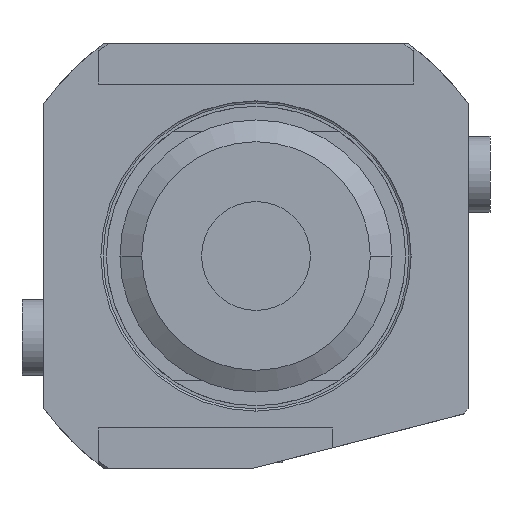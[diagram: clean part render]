
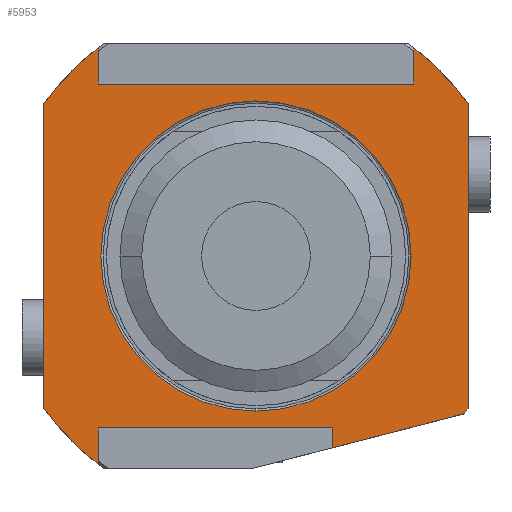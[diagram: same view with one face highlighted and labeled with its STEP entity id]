
A CAD part, left-side view. The second image highlights one B-rep face of the part: STEP entity #5953.
In plain terms, the highlighted planar face has unit normal (-1, 0, 0).
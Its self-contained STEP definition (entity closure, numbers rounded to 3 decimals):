
#1269=DIRECTION('',(0.,0.968,-0.25));
#1270=VECTOR('',#1269,25.068);
#1271=CARTESIAN_POINT('',(-78.8,-38.269,-28.974));
#1272=LINE('',#1271,#1270);
#1273=DIRECTION('',(0.,0.,-1.));
#1274=VECTOR('',#1273,3.15);
#1275=CARTESIAN_POINT('',(-78.8,-14.,-32.1));
#1276=LINE('',#1275,#1274);
#1277=DIRECTION('',(0.,-1.,0.));
#1278=VECTOR('',#1277,43.);
#1279=CARTESIAN_POINT('',(-78.8,29.,-32.1));
#1280=LINE('',#1279,#1278);
#1281=CARTESIAN_POINT('',(-78.8,0.,0.));
#1282=DIRECTION('',(1.,0.,0.));
#1283=DIRECTION('',(0.,0.604,-0.797));
#1284=AXIS2_PLACEMENT_3D('',#1281,#1282,#1283);
#1286=DIRECTION('',(0.,0.,1.));
#1287=VECTOR('',#1286,55.964);
#1288=CARTESIAN_POINT('',(-78.8,39.,-27.982));
#1289=LINE('',#1288,#1287);
#1290=CARTESIAN_POINT('',(-78.8,0.,0.));
#1291=DIRECTION('',(1.,0.,0.));
#1292=DIRECTION('',(0.,0.813,0.583));
#1293=AXIS2_PLACEMENT_3D('',#1290,#1291,#1292);
#1295=DIRECTION('',(0.,-1.,0.));
#1296=VECTOR('',#1295,58.);
#1297=CARTESIAN_POINT('',(-78.8,29.,32.1));
#1298=LINE('',#1297,#1296);
#1299=CARTESIAN_POINT('',(-78.8,0.,0.));
#1300=DIRECTION('',(1.,0.,0.));
#1301=DIRECTION('',(0.,-0.604,0.797));
#1302=AXIS2_PLACEMENT_3D('',#1299,#1300,#1301);
#1304=DIRECTION('',(0.,0.,-1.));
#1305=VECTOR('',#1304,55.964);
#1306=CARTESIAN_POINT('',(-78.8,-39.,27.982));
#1307=LINE('',#1306,#1305);
#1308=CARTESIAN_POINT('',(-78.8,0.,0.));
#1309=DIRECTION('',(1.,0.,0.));
#1310=DIRECTION('',(0.,-0.813,-0.583));
#1311=AXIS2_PLACEMENT_3D('',#1308,#1309,#1310);
#1639=DIRECTION('',(0.,0.,-1.));
#1640=VECTOR('',#1639,6.149);
#1641=CARTESIAN_POINT('',(-78.8,-29.,38.249));
#1642=LINE('',#1641,#1640);
#1697=DIRECTION('',(0.,0.,1.));
#1698=VECTOR('',#1697,6.149);
#1699=CARTESIAN_POINT('',(-78.8,29.,32.1));
#1700=LINE('',#1699,#1698);
#1821=DIRECTION('',(0.,0.,1.));
#1822=VECTOR('',#1821,6.149);
#1823=CARTESIAN_POINT('',(-78.8,29.,-38.249));
#1824=LINE('',#1823,#1822);
#1936=CARTESIAN_POINT('',(-78.8,0.,0.));
#1937=DIRECTION('',(-1.,0.,0.));
#1938=DIRECTION('',(0.,0.,-1.));
#1939=AXIS2_PLACEMENT_3D('',#1936,#1937,#1938);
#1960=CARTESIAN_POINT('',(-78.8,0.,0.));
#1961=DIRECTION('',(-1.,0.,0.));
#1962=DIRECTION('',(0.,0.,1.));
#1963=AXIS2_PLACEMENT_3D('',#1960,#1961,#1962);
#4277=CARTESIAN_POINT('',(-78.8,0.,-28.5));
#4278=CARTESIAN_POINT('',(-78.8,0.,28.5));
#4279=VERTEX_POINT('',#4277);
#4280=VERTEX_POINT('',#4278);
#4299=CARTESIAN_POINT('',(-78.8,29.,38.249));
#4300=VERTEX_POINT('',#4299);
#4301=CARTESIAN_POINT('',(-78.8,29.,-38.249));
#4302=VERTEX_POINT('',#4301);
#4303=CARTESIAN_POINT('',(-78.8,-29.,38.249));
#4304=VERTEX_POINT('',#4303);
#4306=CARTESIAN_POINT('',(-78.8,39.,27.982));
#4308=VERTEX_POINT('',#4306);
#4310=CARTESIAN_POINT('',(-78.8,39.,-27.982));
#4312=VERTEX_POINT('',#4310);
#4314=CARTESIAN_POINT('',(-78.8,-39.,-27.982));
#4316=VERTEX_POINT('',#4314);
#4318=CARTESIAN_POINT('',(-78.8,-39.,27.982));
#4320=VERTEX_POINT('',#4318);
#4345=CARTESIAN_POINT('',(-78.8,29.,32.1));
#4346=CARTESIAN_POINT('',(-78.8,-29.,32.1));
#4347=VERTEX_POINT('',#4345);
#4348=VERTEX_POINT('',#4346);
#4359=CARTESIAN_POINT('',(-78.8,29.,-32.1));
#4360=VERTEX_POINT('',#4359);
#4361=CARTESIAN_POINT('',(-78.8,-38.269,-28.974));
#4362=VERTEX_POINT('',#4361);
#4375=CARTESIAN_POINT('',(-78.8,-14.,-35.25));
#4376=VERTEX_POINT('',#4375);
#4377=CARTESIAN_POINT('',(-78.8,-14.,-32.1));
#4378=VERTEX_POINT('',#4377);
#5915=CARTESIAN_POINT('',(-78.8,57.617,31.6));
#5916=DIRECTION('',(1.,0.,0.));
#5917=DIRECTION('',(0.,0.,-1.));
#5918=AXIS2_PLACEMENT_3D('',#5915,#5916,#5917);
#5919=PLANE('',#5918);
#5921=ORIENTED_EDGE('',*,*,#5920,.T.);
#5923=ORIENTED_EDGE('',*,*,#5922,.F.);
#5925=ORIENTED_EDGE('',*,*,#5924,.F.);
#5927=ORIENTED_EDGE('',*,*,#5926,.F.);
#5929=ORIENTED_EDGE('',*,*,#5928,.T.);
#5931=ORIENTED_EDGE('',*,*,#5930,.T.);
#5933=ORIENTED_EDGE('',*,*,#5932,.T.);
#5935=ORIENTED_EDGE('',*,*,#5934,.F.);
#5937=ORIENTED_EDGE('',*,*,#5936,.T.);
#5939=ORIENTED_EDGE('',*,*,#5938,.F.);
#5941=ORIENTED_EDGE('',*,*,#5940,.T.);
#5942=ORIENTED_EDGE('',*,*,#5885,.T.);
#5944=ORIENTED_EDGE('',*,*,#5943,.T.);
#5945=EDGE_LOOP('',(#5921,#5923,#5925,#5927,#5929,#5931,#5933,#5935,#5937,#5939,
#5941,#5942,#5944));
#5946=FACE_OUTER_BOUND('',#5945,.F.);
#5948=ORIENTED_EDGE('',*,*,#5947,.T.);
#5950=ORIENTED_EDGE('',*,*,#5949,.T.);
#5951=EDGE_LOOP('',(#5948,#5950));
#5952=FACE_BOUND('',#5951,.F.);
#5953=ADVANCED_FACE('',(#5946,#5952),#5919,.F.);
#1285=CIRCLE('',#1284,48.);
#1294=CIRCLE('',#1293,48.);
#1303=CIRCLE('',#1302,48.);
#1312=CIRCLE('',#1311,48.);
#1940=CIRCLE('',#1939,28.5);
#1964=CIRCLE('',#1963,28.5);
#5885=EDGE_CURVE('',#4320,#4316,#1307,.T.);
#5920=EDGE_CURVE('',#4362,#4376,#1272,.T.);
#5922=EDGE_CURVE('',#4378,#4376,#1276,.T.);
#5924=EDGE_CURVE('',#4360,#4378,#1280,.T.);
#5926=EDGE_CURVE('',#4302,#4360,#1824,.T.);
#5928=EDGE_CURVE('',#4302,#4312,#1285,.T.);
#5930=EDGE_CURVE('',#4312,#4308,#1289,.T.);
#5932=EDGE_CURVE('',#4308,#4300,#1294,.T.);
#5934=EDGE_CURVE('',#4347,#4300,#1700,.T.);
#5936=EDGE_CURVE('',#4347,#4348,#1298,.T.);
#5938=EDGE_CURVE('',#4304,#4348,#1642,.T.);
#5940=EDGE_CURVE('',#4304,#4320,#1303,.T.);
#5943=EDGE_CURVE('',#4316,#4362,#1312,.T.);
#5947=EDGE_CURVE('',#4279,#4280,#1940,.T.);
#5949=EDGE_CURVE('',#4280,#4279,#1964,.T.);
